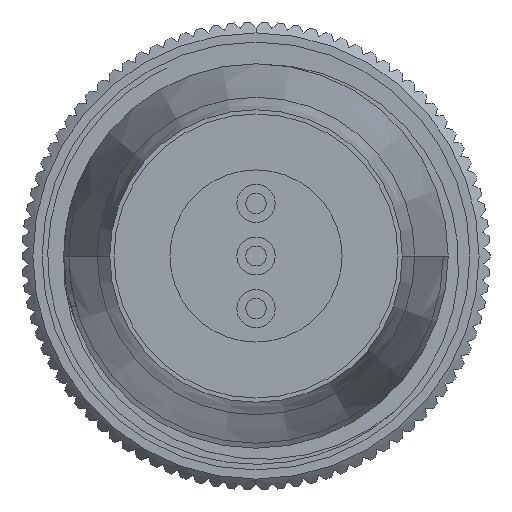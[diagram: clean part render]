
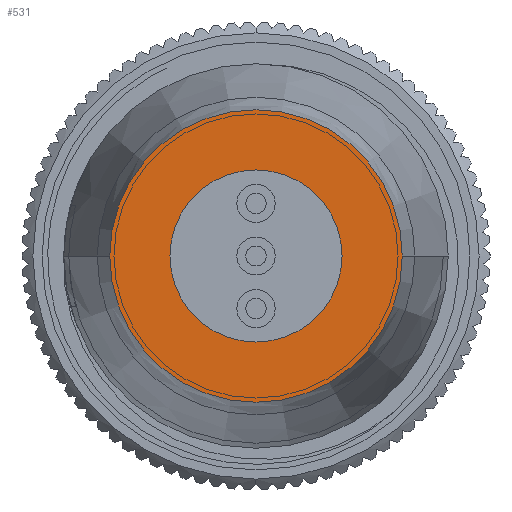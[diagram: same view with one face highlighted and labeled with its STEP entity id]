
A CAD part, left-side view. The second image highlights one B-rep face of the part: STEP entity #531.
In plain terms, the highlighted planar face has unit normal (-1, 0, 0).
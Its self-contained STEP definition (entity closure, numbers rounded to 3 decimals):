
#189=CARTESIAN_POINT('',(-40.,0.,0.));
#190=DIRECTION('',(-1.,0.,0.));
#191=DIRECTION('',(0.,1.,0.));
#192=AXIS2_PLACEMENT_3D('',#189,#190,#191);
#194=CARTESIAN_POINT('',(-40.,0.,0.));
#195=DIRECTION('',(1.,0.,0.));
#196=DIRECTION('',(0.,1.,0.));
#197=AXIS2_PLACEMENT_3D('',#194,#195,#196);
#204=CARTESIAN_POINT('',(-40.,8.75,0.));
#206=VERTEX_POINT('',#204);
#212=CARTESIAN_POINT('',(-40.,-8.75,0.));
#214=VERTEX_POINT('',#212);
#522=CARTESIAN_POINT('',(-40.,0.,0.));
#523=DIRECTION('',(1.,0.,0.));
#524=DIRECTION('',(0.,-1.,0.));
#525=AXIS2_PLACEMENT_3D('',#522,#523,#524);
#526=PLANE('',#525);
#527=ORIENTED_EDGE('',*,*,#515,.F.);
#528=ORIENTED_EDGE('',*,*,#504,.T.);
#529=EDGE_LOOP('',(#527,#528));
#530=FACE_OUTER_BOUND('',#529,.F.);
#531=ADVANCED_FACE('',(#530),#526,.F.);
#193=CIRCLE('',#192,8.75);
#198=CIRCLE('',#197,8.75);
#504=EDGE_CURVE('',#206,#214,#198,.T.);
#515=EDGE_CURVE('',#206,#214,#193,.T.);
